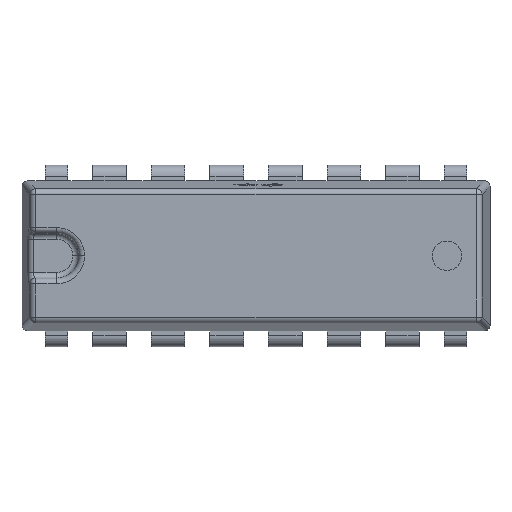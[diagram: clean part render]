
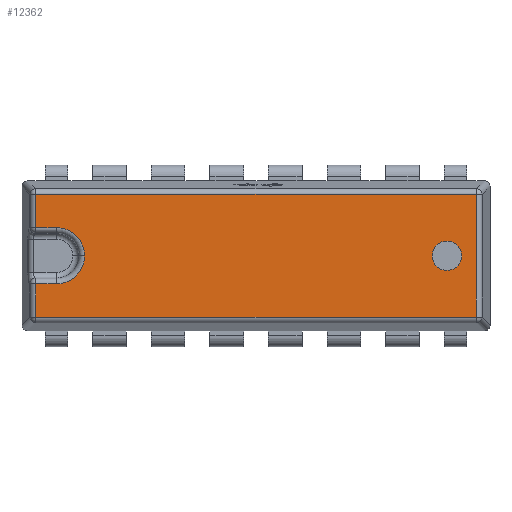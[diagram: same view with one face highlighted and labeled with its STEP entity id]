
A CAD part, top view. The second image highlights one B-rep face of the part: STEP entity #12362.
In plain terms, the highlighted planar face has unit normal (0, 0, 1).
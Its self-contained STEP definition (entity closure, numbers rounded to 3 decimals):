
#86 = DIRECTION ( 'NONE',  ( 0., 0., 1. ) ) ;
#310 = AXIS2_PLACEMENT_3D ( 'NONE', #4340, #2505, #8146 ) ;
#358 = VECTOR ( 'NONE', #8925, 1000. ) ;
#625 = VERTEX_POINT ( 'NONE', #13174 ) ;
#1619 = VECTOR ( 'NONE', #19539, 1000. ) ;
#1663 = VECTOR ( 'NONE', #4831, 1000. ) ;
#2027 = FACE_BOUND ( 'NONE', #3371, .T. ) ;
#2218 = CARTESIAN_POINT ( 'NONE',  ( -8.662, 1.222, 5.08 ) ) ;
#2505 = DIRECTION ( 'NONE',  ( 0., 0., 1. ) ) ;
#2573 = EDGE_CURVE ( 'NONE', #625, #14271, #23894, .T. ) ;
#3074 = DIRECTION ( 'NONE',  ( 1., 0., 0. ) ) ;
#3178 = DIRECTION ( 'NONE',  ( -1., 0., 0. ) ) ;
#3371 = EDGE_LOOP ( 'NONE', ( #10167, #21889 ) ) ;
#3952 = ORIENTED_EDGE ( 'NONE', *, *, #9453, .T. ) ;
#3954 = CARTESIAN_POINT ( 'NONE',  ( -8.662, 0., 5.08 ) ) ;
#4340 = CARTESIAN_POINT ( 'NONE',  ( 0., 0., 5.08 ) ) ;
#4571 = AXIS2_PLACEMENT_3D ( 'NONE', #12948, #86, #14898 ) ;
#4831 = DIRECTION ( 'NONE',  ( 1., 0., 0. ) ) ;
#5094 = EDGE_CURVE ( 'NONE', #18582, #14417, #5807, .T. ) ;
#5310 = CARTESIAN_POINT ( 'NONE',  ( 8.28, 0., 5.08 ) ) ;
#5617 = CARTESIAN_POINT ( 'NONE',  ( 9.559, 2.659, 5.08 ) ) ;
#5758 = CARTESIAN_POINT ( 'NONE',  ( -9.559, 2.659, 5.08 ) ) ;
#5807 = CIRCLE ( 'NONE', #14012, 0.638 ) ;
#6171 = LINE ( 'NONE', #21238, #1663 ) ;
#6381 = EDGE_CURVE ( 'NONE', #14271, #13139, #8800, .T. ) ;
#6874 = ORIENTED_EDGE ( 'NONE', *, *, #23402, .T. ) ;
#7158 = CARTESIAN_POINT ( 'NONE',  ( -8.662, 0., 5.08 ) ) ;
#7278 = ORIENTED_EDGE ( 'NONE', *, *, #2573, .T. ) ;
#7309 = CARTESIAN_POINT ( 'NONE',  ( -9.559, 0., 5.08 ) ) ;
#7568 = ORIENTED_EDGE ( 'NONE', *, *, #8742, .T. ) ;
#8146 = DIRECTION ( 'NONE',  ( 1., 0., 0. ) ) ;
#8198 = CARTESIAN_POINT ( 'NONE',  ( 7.643, 0., 5.08 ) ) ;
#8381 = EDGE_CURVE ( 'NONE', #21435, #23374, #11807, .T. ) ;
#8594 = ORIENTED_EDGE ( 'NONE', *, *, #6381, .T. ) ;
#8742 = EDGE_CURVE ( 'NONE', #14495, #625, #11220, .T. ) ;
#8800 = LINE ( 'NONE', #21756, #358 ) ;
#8925 = DIRECTION ( 'NONE',  ( 0., 1., 0. ) ) ;
#9453 = EDGE_CURVE ( 'NONE', #13139, #21435, #9587, .T. ) ;
#9483 = DIRECTION ( 'NONE',  ( 1., 0., 0. ) ) ;
#9587 = LINE ( 'NONE', #18650, #11459 ) ;
#10167 = ORIENTED_EDGE ( 'NONE', *, *, #5094, .F. ) ;
#10730 = DIRECTION ( 'NONE',  ( 0., 0., -1. ) ) ;
#10866 = DIRECTION ( 'NONE',  ( 0., -1., 0. ) ) ;
#10951 = DIRECTION ( 'NONE',  ( 0., 0., 1. ) ) ;
#10957 = ORIENTED_EDGE ( 'NONE', *, *, #8381, .T. ) ;
#11058 = VECTOR ( 'NONE', #10866, 1000. ) ;
#11214 = EDGE_CURVE ( 'NONE', #14417, #18582, #22580, .T. ) ;
#11220 = LINE ( 'NONE', #7309, #11058 ) ;
#11297 = DIRECTION ( 'NONE',  ( 0., 0., -1. ) ) ;
#11459 = VECTOR ( 'NONE', #20737, 1000. ) ;
#11807 = LINE ( 'NONE', #17441, #1619 ) ;
#12294 = CARTESIAN_POINT ( 'NONE',  ( -9.559, 1.222, 5.08 ) ) ;
#12362 = ADVANCED_FACE ( 'NONE', ( #19053, #2027 ), #15474, .T. ) ;
#12948 = CARTESIAN_POINT ( 'NONE',  ( 8.28, 0., 5.08 ) ) ;
#13139 = VERTEX_POINT ( 'NONE', #5617 ) ;
#13174 = CARTESIAN_POINT ( 'NONE',  ( -9.559, -2.659, 5.08 ) ) ;
#14012 = AXIS2_PLACEMENT_3D ( 'NONE', #5310, #10951, #9483 ) ;
#14271 = VERTEX_POINT ( 'NONE', #22538 ) ;
#14417 = VERTEX_POINT ( 'NONE', #8198 ) ;
#14438 = LINE ( 'NONE', #19973, #21634 ) ;
#14495 = VERTEX_POINT ( 'NONE', #23260 ) ;
#14783 = AXIS2_PLACEMENT_3D ( 'NONE', #3954, #11297, #19020 ) ;
#14898 = DIRECTION ( 'NONE',  ( 1., 0., 0. ) ) ;
#14959 = EDGE_LOOP ( 'NONE', ( #20452, #6874, #24007, #7568, #7278, #8594, #3952, #10957, #17989 ) ) ;
#15230 = CIRCLE ( 'NONE', #14783, 1.222 ) ;
#15346 = AXIS2_PLACEMENT_3D ( 'NONE', #7158, #10730, #18424 ) ;
#15474 = PLANE ( 'NONE',  #310 ) ;
#15870 = EDGE_CURVE ( 'NONE', #23374, #20657, #6171, .T. ) ;
#16469 = CARTESIAN_POINT ( 'NONE',  ( -7.44, 0., 5.08 ) ) ;
#17441 = CARTESIAN_POINT ( 'NONE',  ( -9.559, 0., 5.08 ) ) ;
#17934 = CARTESIAN_POINT ( 'NONE',  ( -8.662, -1.222, 5.08 ) ) ;
#17989 = ORIENTED_EDGE ( 'NONE', *, *, #15870, .T. ) ;
#18073 = CIRCLE ( 'NONE', #15346, 1.222 ) ;
#18424 = DIRECTION ( 'NONE',  ( 1., 0., 0. ) ) ;
#18582 = VERTEX_POINT ( 'NONE', #22245 ) ;
#18650 = CARTESIAN_POINT ( 'NONE',  ( 0., 2.659, 5.08 ) ) ;
#18932 = VECTOR ( 'NONE', #3074, 1000. ) ;
#19020 = DIRECTION ( 'NONE',  ( 1., 0., 0. ) ) ;
#19053 = FACE_OUTER_BOUND ( 'NONE', #14959, .T. ) ;
#19539 = DIRECTION ( 'NONE',  ( 0., -1., 0. ) ) ;
#19973 = CARTESIAN_POINT ( 'NONE',  ( -9.769, -1.222, 5.08 ) ) ;
#20208 = VERTEX_POINT ( 'NONE', #17934 ) ;
#20211 = VERTEX_POINT ( 'NONE', #16469 ) ;
#20452 = ORIENTED_EDGE ( 'NONE', *, *, #20592, .T. ) ;
#20592 = EDGE_CURVE ( 'NONE', #20657, #20211, #15230, .T. ) ;
#20657 = VERTEX_POINT ( 'NONE', #2218 ) ;
#20737 = DIRECTION ( 'NONE',  ( -1., 0., 0. ) ) ;
#21238 = CARTESIAN_POINT ( 'NONE',  ( 0., 1.222, 5.08 ) ) ;
#21435 = VERTEX_POINT ( 'NONE', #5758 ) ;
#21634 = VECTOR ( 'NONE', #3178, 1000. ) ;
#21756 = CARTESIAN_POINT ( 'NONE',  ( 9.559, 0., 5.08 ) ) ;
#21803 = CARTESIAN_POINT ( 'NONE',  ( 0., -2.659, 5.08 ) ) ;
#21889 = ORIENTED_EDGE ( 'NONE', *, *, #11214, .F. ) ;
#22245 = CARTESIAN_POINT ( 'NONE',  ( 8.918, 0., 5.08 ) ) ;
#22538 = CARTESIAN_POINT ( 'NONE',  ( 9.559, -2.659, 5.08 ) ) ;
#22580 = CIRCLE ( 'NONE', #4571, 0.638 ) ;
#23260 = CARTESIAN_POINT ( 'NONE',  ( -9.559, -1.222, 5.08 ) ) ;
#23374 = VERTEX_POINT ( 'NONE', #12294 ) ;
#23402 = EDGE_CURVE ( 'NONE', #20211, #20208, #18073, .T. ) ;
#23894 = LINE ( 'NONE', #21803, #18932 ) ;
#23997 = EDGE_CURVE ( 'NONE', #20208, #14495, #14438, .T. ) ;
#24007 = ORIENTED_EDGE ( 'NONE', *, *, #23997, .T. ) ;
